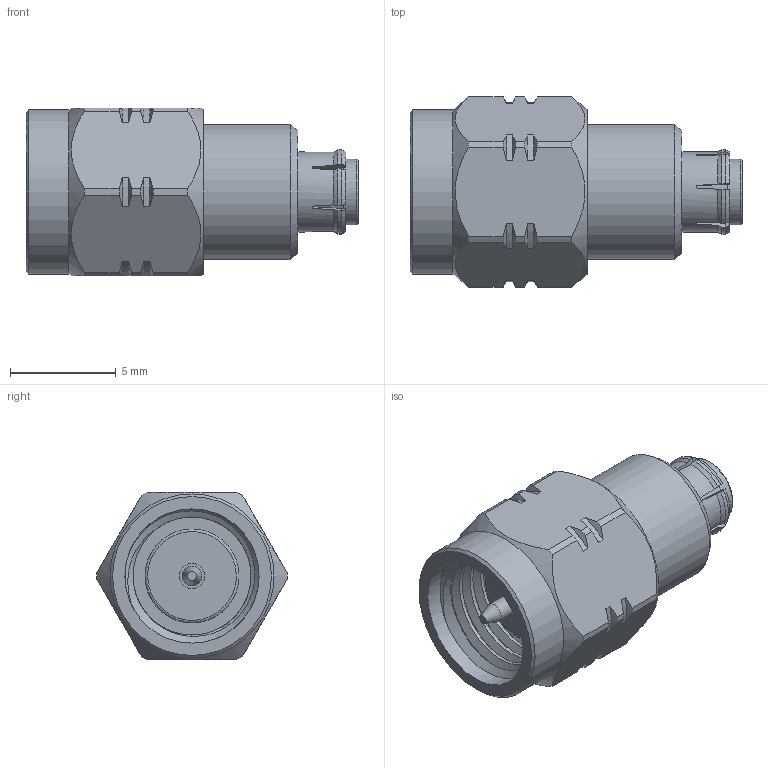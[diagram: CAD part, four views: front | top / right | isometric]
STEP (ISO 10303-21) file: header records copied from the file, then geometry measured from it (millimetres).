
FILE_DESCRIPTION (( 'STEP AP203' ), '1' );
FILE_NAME ('PE91360 ¦ FMAD1060.step', '2020-03-10T16:04:03', ( '' ), ( '' ), 'SwSTEP 2.0', 'SolidWorks 2018', '' );
FILE_SCHEMA (( 'CONFIG_CONTROL_DESIGN' ));
Length unit declared in the file: inch
Products named in the file (1): PE91360 ｦ FMAD1060
Bounding box: 15.7 x 8.99 x 7.94 mm (x, y, z)
Volume: 492.6 mm3; surface area: 694.8 mm2
Topology: 1 solids, 1 shells, 194 faces, 541 edges, 360 vertices
Faces by surface type: cone 75, cylinder 57, plane 57, bspline 4, torus 1
Full cylindrical faces by diameter (mm): 0.94 x1, 1.194 x1, 2.134 x1, 3.117 x1, 3.349 x1, 3.4 x1, 3.786 x1, 4.445 x1, 6.35 x6, 6.388 x1, 7.762 x1
Entity records: 8235 total; most frequent: CARTESIAN_POINT 3749, ORIENTED_EDGE 1018, DIRECTION 812, EDGE_CURVE 509, VERTEX_POINT 353, AXIS2_PLACEMENT_3D 352, EDGE_LOOP 218, FACE_OUTER_BOUND 201
